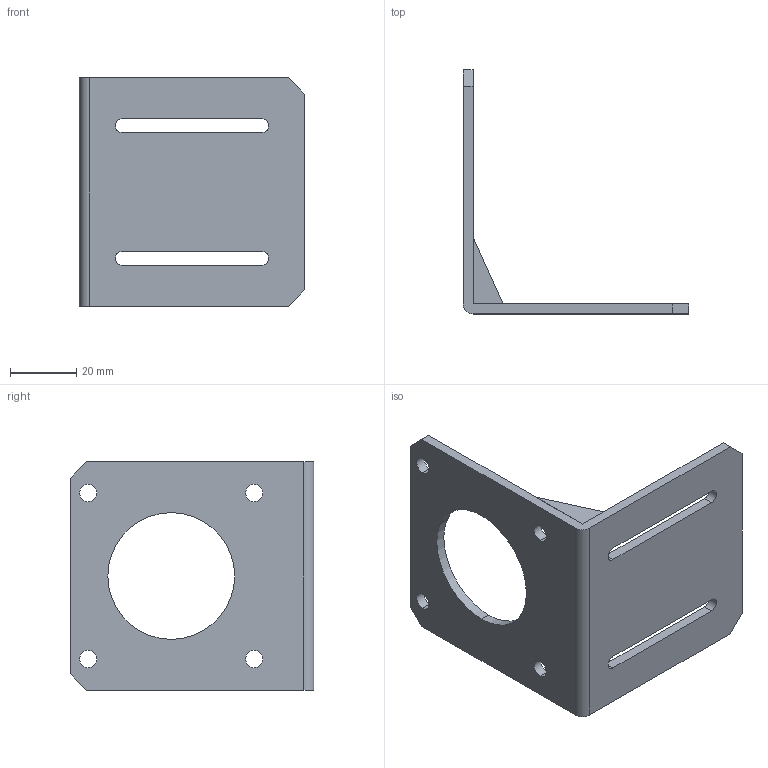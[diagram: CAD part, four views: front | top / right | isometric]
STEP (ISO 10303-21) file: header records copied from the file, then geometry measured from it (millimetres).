
FILE_DESCRIPTION (( 'STEP AP214' ), '1' );
FILE_NAME ('Nema24_Bracket_holder.STEP', '2024-06-21T01:26:28', ( '' ), ( '' ), 'SwSTEP 2.0', 'SolidWorks 2024', '' );
FILE_SCHEMA (( 'AUTOMOTIVE_DESIGN' ));
Length unit declared in the file: millimetre
Products named in the file (1): Nema24_Bracket_holder
Bounding box: 68 x 73.5 x 69 mm (x, y, z)
Volume: 24091.6 mm3; surface area: 18711.9 mm2
Topology: 3 solids, 3 shells, 41 faces, 105 edges, 70 vertices
Faces by surface type: plane 26, cylinder 15
Entity records: 1318 total; most frequent: DIRECTION 219, CARTESIAN_POINT 217, ORIENTED_EDGE 210, EDGE_CURVE 105, LINE 75, VECTOR 75, AXIS2_PLACEMENT_3D 72, VERTEX_POINT 70
